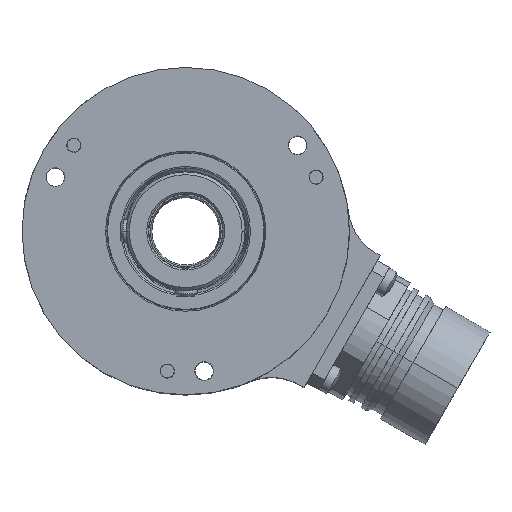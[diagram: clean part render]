
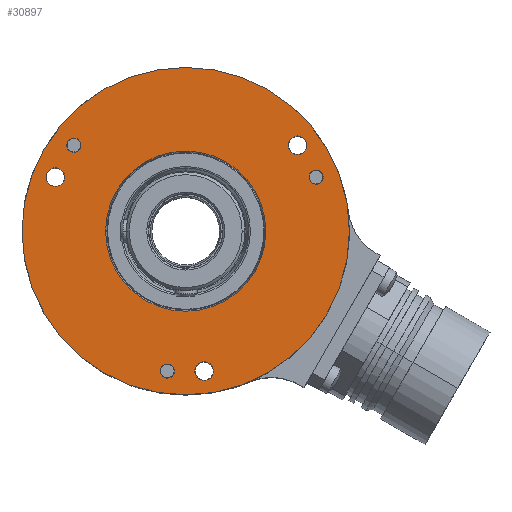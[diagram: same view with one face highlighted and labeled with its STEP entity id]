
A CAD part, top view. The second image highlights one B-rep face of the part: STEP entity #30897.
In plain terms, the highlighted planar face has unit normal (0, 0, 1).
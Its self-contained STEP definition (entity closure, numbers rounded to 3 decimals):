
#9477=CARTESIAN_POINT('',(0.,0.,18.));
#9478=DIRECTION('',(0.,0.,1.));
#9479=DIRECTION('',(1.,0.,0.));
#9480=AXIS2_PLACEMENT_3D('',#9477,#9478,#9479);
#9482=CARTESIAN_POINT('',(0.,0.,18.));
#9483=DIRECTION('',(0.,0.,1.));
#9484=DIRECTION('',(-1.,0.,0.));
#9485=AXIS2_PLACEMENT_3D('',#9482,#9483,#9484);
#9487=CARTESIAN_POINT('',(-19.834,15.219,18.));
#9488=DIRECTION('',(0.,0.,-1.));
#9489=DIRECTION('',(-0.793,0.609,0.));
#9490=AXIS2_PLACEMENT_3D('',#9487,#9488,#9489);
#9492=CARTESIAN_POINT('',(-19.834,15.219,18.));
#9493=DIRECTION('',(0.,0.,-1.));
#9494=DIRECTION('',(0.793,-0.609,0.));
#9495=AXIS2_PLACEMENT_3D('',#9492,#9493,#9494);
#9497=CARTESIAN_POINT('',(-3.263,-24.786,18.));
#9498=DIRECTION('',(0.,0.,-1.));
#9499=DIRECTION('',(-0.131,-0.991,0.));
#9500=AXIS2_PLACEMENT_3D('',#9497,#9498,#9499);
#9502=CARTESIAN_POINT('',(-3.263,-24.786,18.));
#9503=DIRECTION('',(0.,0.,-1.));
#9504=DIRECTION('',(0.131,0.991,0.));
#9505=AXIS2_PLACEMENT_3D('',#9502,#9503,#9504);
#9507=CARTESIAN_POINT('',(23.097,9.567,18.));
#9508=DIRECTION('',(0.,0.,-1.));
#9509=DIRECTION('',(0.924,0.383,0.));
#9510=AXIS2_PLACEMENT_3D('',#9507,#9508,#9509);
#9512=CARTESIAN_POINT('',(23.097,9.567,18.));
#9513=DIRECTION('',(0.,0.,-1.));
#9514=DIRECTION('',(-0.924,-0.383,0.));
#9515=AXIS2_PLACEMENT_3D('',#9512,#9513,#9514);
#9517=CARTESIAN_POINT('',(3.263,-24.786,18.));
#9518=DIRECTION('',(0.,0.,1.));
#9519=DIRECTION('',(0.,-1.,0.));
#9520=AXIS2_PLACEMENT_3D('',#9517,#9518,#9519);
#9522=CARTESIAN_POINT('',(3.263,-24.786,18.));
#9523=DIRECTION('',(0.,0.,1.));
#9524=DIRECTION('',(0.,1.,0.));
#9525=AXIS2_PLACEMENT_3D('',#9522,#9523,#9524);
#9527=CARTESIAN_POINT('',(19.834,15.219,18.));
#9528=DIRECTION('',(0.,0.,1.));
#9529=DIRECTION('',(0.,-1.,0.));
#9530=AXIS2_PLACEMENT_3D('',#9527,#9528,#9529);
#9532=CARTESIAN_POINT('',(19.834,15.219,18.));
#9533=DIRECTION('',(0.,0.,1.));
#9534=DIRECTION('',(0.,1.,0.));
#9535=AXIS2_PLACEMENT_3D('',#9532,#9533,#9534);
#9537=CARTESIAN_POINT('',(-23.097,9.567,18.));
#9538=DIRECTION('',(0.,0.,1.));
#9539=DIRECTION('',(0.,-1.,0.));
#9540=AXIS2_PLACEMENT_3D('',#9537,#9538,#9539);
#9542=CARTESIAN_POINT('',(-23.097,9.567,18.));
#9543=DIRECTION('',(0.,0.,1.));
#9544=DIRECTION('',(0.,1.,0.));
#9545=AXIS2_PLACEMENT_3D('',#9542,#9543,#9544);
#9547=CARTESIAN_POINT('',(0.,0.,18.));
#9548=DIRECTION('',(0.,0.,-1.));
#9549=DIRECTION('',(-1.,0.,0.));
#9550=AXIS2_PLACEMENT_3D('',#9547,#9548,#9549);
#9565=CARTESIAN_POINT('',(0.,0.,18.));
#9566=DIRECTION('',(0.,0.,-1.));
#9567=DIRECTION('',(1.,0.,0.));
#9568=AXIS2_PLACEMENT_3D('',#9565,#9566,#9567);
#16289=CARTESIAN_POINT('',(29.,0.,18.));
#16290=CARTESIAN_POINT('',(-29.,0.,18.));
#16291=VERTEX_POINT('',#16289);
#16292=VERTEX_POINT('',#16290);
#16373=CARTESIAN_POINT('',(-20.826,15.98,18.));
#16374=CARTESIAN_POINT('',(-18.842,14.458,18.));
#16375=VERTEX_POINT('',#16373);
#16376=VERTEX_POINT('',#16374);
#16377=CARTESIAN_POINT('',(-3.426,-26.025,18.));
#16378=CARTESIAN_POINT('',(-3.1,-23.547,18.));
#16379=VERTEX_POINT('',#16377);
#16380=VERTEX_POINT('',#16378);
#16381=CARTESIAN_POINT('',(24.252,10.045,18.));
#16382=CARTESIAN_POINT('',(21.942,9.089,18.));
#16383=VERTEX_POINT('',#16381);
#16384=VERTEX_POINT('',#16382);
#16483=CARTESIAN_POINT('',(14.188,0.,18.));
#16484=CARTESIAN_POINT('',(-14.188,0.,18.));
#16485=VERTEX_POINT('',#16483);
#16486=VERTEX_POINT('',#16484);
#16682=CARTESIAN_POINT('',(3.263,-26.436,18.));
#16683=CARTESIAN_POINT('',(3.263,-23.136,18.));
#16684=VERTEX_POINT('',#16682);
#16685=VERTEX_POINT('',#16683);
#16690=CARTESIAN_POINT('',(19.834,13.569,18.));
#16691=CARTESIAN_POINT('',(19.834,16.869,18.));
#16692=VERTEX_POINT('',#16690);
#16693=VERTEX_POINT('',#16691);
#16698=CARTESIAN_POINT('',(-23.097,7.917,18.));
#16699=CARTESIAN_POINT('',(-23.097,11.217,18.));
#16700=VERTEX_POINT('',#16698);
#16701=VERTEX_POINT('',#16699);
#30847=CARTESIAN_POINT('',(0.,0.,18.));
#30848=DIRECTION('',(0.,0.,1.));
#30849=DIRECTION('',(1.,0.,0.));
#30850=AXIS2_PLACEMENT_3D('',#30847,#30848,#30849);
#30851=PLANE('',#30850);
#30852=ORIENTED_EDGE('',*,*,#29726,.F.);
#30853=ORIENTED_EDGE('',*,*,#29681,.F.);
#30854=EDGE_LOOP('',(#30852,#30853));
#30855=FACE_OUTER_BOUND('',#30854,.F.);
#30857=ORIENTED_EDGE('',*,*,#30856,.F.);
#30859=ORIENTED_EDGE('',*,*,#30858,.F.);
#30860=EDGE_LOOP('',(#30857,#30859));
#30861=FACE_BOUND('',#30860,.F.);
#30863=ORIENTED_EDGE('',*,*,#30862,.F.);
#30865=ORIENTED_EDGE('',*,*,#30864,.F.);
#30866=EDGE_LOOP('',(#30863,#30865));
#30867=FACE_BOUND('',#30866,.F.);
#30869=ORIENTED_EDGE('',*,*,#30868,.F.);
#30871=ORIENTED_EDGE('',*,*,#30870,.F.);
#30872=EDGE_LOOP('',(#30869,#30871));
#30873=FACE_BOUND('',#30872,.F.);
#30875=ORIENTED_EDGE('',*,*,#30874,.F.);
#30877=ORIENTED_EDGE('',*,*,#30876,.F.);
#30878=EDGE_LOOP('',(#30875,#30877));
#30879=FACE_BOUND('',#30878,.F.);
#30880=ORIENTED_EDGE('',*,*,#30837,.T.);
#30882=ORIENTED_EDGE('',*,*,#30881,.T.);
#30883=EDGE_LOOP('',(#30880,#30882));
#30884=FACE_BOUND('',#30883,.F.);
#30886=ORIENTED_EDGE('',*,*,#30885,.T.);
#30888=ORIENTED_EDGE('',*,*,#30887,.T.);
#30889=EDGE_LOOP('',(#30886,#30888));
#30890=FACE_BOUND('',#30889,.F.);
#30892=ORIENTED_EDGE('',*,*,#30891,.T.);
#30894=ORIENTED_EDGE('',*,*,#30893,.T.);
#30895=EDGE_LOOP('',(#30892,#30894));
#30896=FACE_BOUND('',#30895,.F.);
#9481=CIRCLE('',#9480,29.);
#9486=CIRCLE('',#9485,29.);
#9491=CIRCLE('',#9490,1.25);
#9496=CIRCLE('',#9495,1.25);
#9501=CIRCLE('',#9500,1.25);
#9506=CIRCLE('',#9505,1.25);
#9511=CIRCLE('',#9510,1.25);
#9516=CIRCLE('',#9515,1.25);
#9521=CIRCLE('',#9520,1.65);
#9526=CIRCLE('',#9525,1.65);
#9531=CIRCLE('',#9530,1.65);
#9536=CIRCLE('',#9535,1.65);
#9541=CIRCLE('',#9540,1.65);
#9546=CIRCLE('',#9545,1.65);
#9551=CIRCLE('',#9550,14.188);
#9569=CIRCLE('',#9568,14.188);
#29681=EDGE_CURVE('',#16292,#16291,#9486,.T.);
#29726=EDGE_CURVE('',#16291,#16292,#9481,.T.);
#30837=EDGE_CURVE('',#16684,#16685,#9521,.T.);
#30856=EDGE_CURVE('',#16486,#16485,#9551,.T.);
#30858=EDGE_CURVE('',#16485,#16486,#9569,.T.);
#30862=EDGE_CURVE('',#16375,#16376,#9491,.T.);
#30864=EDGE_CURVE('',#16376,#16375,#9496,.T.);
#30868=EDGE_CURVE('',#16379,#16380,#9501,.T.);
#30870=EDGE_CURVE('',#16380,#16379,#9506,.T.);
#30874=EDGE_CURVE('',#16383,#16384,#9511,.T.);
#30876=EDGE_CURVE('',#16384,#16383,#9516,.T.);
#30881=EDGE_CURVE('',#16685,#16684,#9526,.T.);
#30885=EDGE_CURVE('',#16692,#16693,#9531,.T.);
#30887=EDGE_CURVE('',#16693,#16692,#9536,.T.);
#30891=EDGE_CURVE('',#16700,#16701,#9541,.T.);
#30893=EDGE_CURVE('',#16701,#16700,#9546,.T.);
#30897=ADVANCED_FACE('',(#30855,#30861,#30867,#30873,#30879,#30884,#30890,
#30896),#30851,.T.);
